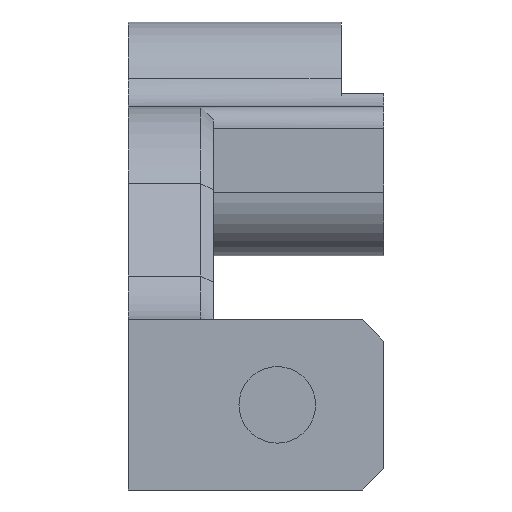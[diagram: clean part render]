
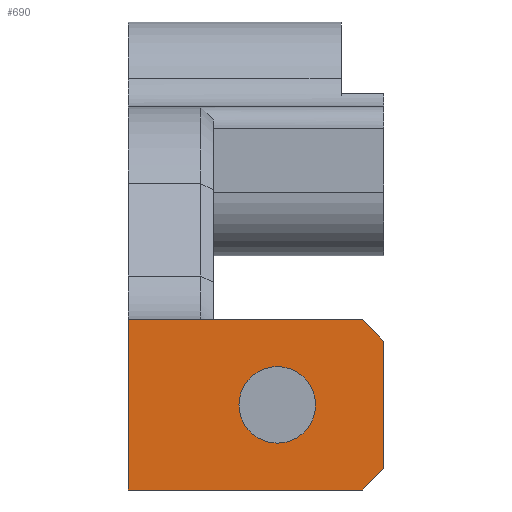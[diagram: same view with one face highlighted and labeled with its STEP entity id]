
A CAD part, left-side view. The second image highlights one B-rep face of the part: STEP entity #690.
In plain terms, the highlighted planar face has unit normal (-1, 0, 0).
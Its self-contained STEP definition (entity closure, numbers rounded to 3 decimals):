
#16=FACE_BOUND('',#120,.T.);
#43=PLANE('',#774);
#80=FACE_OUTER_BOUND('',#119,.T.);
#119=EDGE_LOOP('',(#604,#605,#606,#607,#608,#609,#610));
#120=EDGE_LOOP('',(#611));
#162=LINE('',#1139,#222);
#166=LINE('',#1149,#226);
#172=LINE('',#1169,#232);
#177=LINE('',#1180,#237);
#179=LINE('',#1184,#239);
#181=LINE('',#1187,#241);
#188=LINE('',#1206,#248);
#222=VECTOR('',#891,10.);
#226=VECTOR('',#903,10.);
#232=VECTOR('',#923,10.);
#237=VECTOR('',#934,10.);
#239=VECTOR('',#938,10.);
#241=VECTOR('',#942,10.);
#248=VECTOR('',#969,10.);
#266=CIRCLE('',#734,1.8);
#317=VERTEX_POINT('',#1096);
#329=VERTEX_POINT('',#1127);
#332=VERTEX_POINT('',#1137);
#334=VERTEX_POINT('',#1148);
#340=VERTEX_POINT('',#1167);
#341=VERTEX_POINT('',#1168);
#344=VERTEX_POINT('',#1179);
#345=VERTEX_POINT('',#1183);
#389=EDGE_CURVE('',#317,#317,#266,.T.);
#408=EDGE_CURVE('',#329,#332,#162,.T.);
#413=EDGE_CURVE('',#334,#329,#166,.T.);
#423=EDGE_CURVE('',#340,#341,#172,.T.);
#429=EDGE_CURVE('',#334,#344,#177,.T.);
#431=EDGE_CURVE('',#341,#345,#179,.T.);
#433=EDGE_CURVE('',#344,#340,#181,.T.);
#442=EDGE_CURVE('',#345,#332,#188,.T.);
#604=ORIENTED_EDGE('',*,*,#429,.F.);
#605=ORIENTED_EDGE('',*,*,#413,.T.);
#606=ORIENTED_EDGE('',*,*,#408,.T.);
#607=ORIENTED_EDGE('',*,*,#442,.F.);
#608=ORIENTED_EDGE('',*,*,#431,.F.);
#609=ORIENTED_EDGE('',*,*,#423,.F.);
#610=ORIENTED_EDGE('',*,*,#433,.F.);
#611=ORIENTED_EDGE('',*,*,#389,.F.);
#690=ADVANCED_FACE('',(#80,#16),#43,.F.);
#734=AXIS2_PLACEMENT_3D('',#1098,#853,#854);
#774=AXIS2_PLACEMENT_3D('',#1205,#967,#968);
#853=DIRECTION('center_axis',(-1.,0.,0.));
#854=DIRECTION('ref_axis',(0.,0.,1.));
#891=DIRECTION('',(0.,1.,0.));
#903=DIRECTION('',(0.,1.,0.));
#923=DIRECTION('',(0.,0.707,-0.707));
#934=DIRECTION('',(0.,-0.707,-0.707));
#938=DIRECTION('',(0.,1.,0.));
#942=DIRECTION('',(0.,0.,-1.));
#967=DIRECTION('center_axis',(1.,0.,0.));
#968=DIRECTION('ref_axis',(0.,0.,-1.));
#969=DIRECTION('',(0.,0.,1.));
#1096=CARTESIAN_POINT('',(-178.104,-157.199,64.2));
#1098=CARTESIAN_POINT('Origin',(-178.104,-157.199,66.));
#1127=CARTESIAN_POINT('',(-178.104,-153.6,70.));
#1137=CARTESIAN_POINT('',(-178.104,-150.2,70.));
#1139=CARTESIAN_POINT('',(-178.104,-150.2,70.));
#1148=CARTESIAN_POINT('',(-178.104,-161.2,70.));
#1149=CARTESIAN_POINT('',(-178.104,-157.199,70.));
#1167=CARTESIAN_POINT('',(-178.104,-162.2,63.));
#1168=CARTESIAN_POINT('',(-178.104,-161.2,62.));
#1169=CARTESIAN_POINT('',(-178.104,-161.075,61.875));
#1179=CARTESIAN_POINT('',(-178.104,-162.2,69.));
#1180=CARTESIAN_POINT('',(-178.104,-161.075,70.125));
#1183=CARTESIAN_POINT('',(-178.104,-150.2,62.));
#1184=CARTESIAN_POINT('',(-178.104,-157.199,62.));
#1187=CARTESIAN_POINT('',(-178.104,-162.2,66.));
#1205=CARTESIAN_POINT('Origin',(-178.104,-155.7,66.));
#1206=CARTESIAN_POINT('',(-178.104,-150.2,62.));
